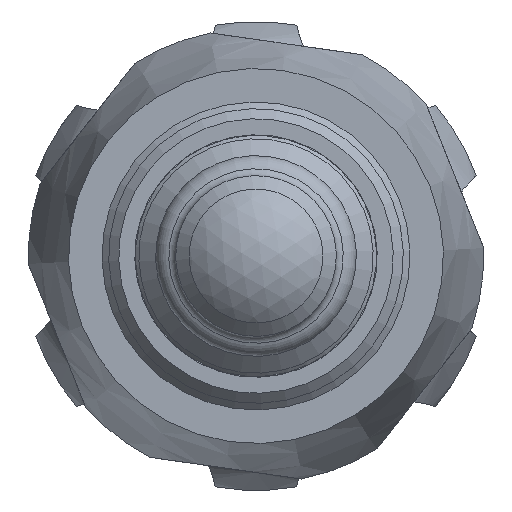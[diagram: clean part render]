
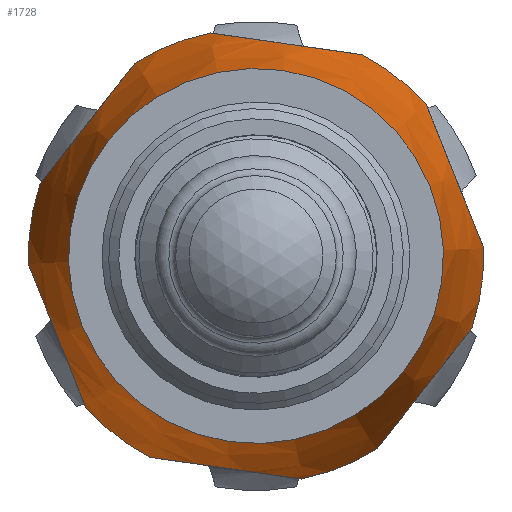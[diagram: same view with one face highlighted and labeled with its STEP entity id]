
A CAD part, front view. The second image highlights one B-rep face of the part: STEP entity #1728.
In plain terms, the highlighted conical face has half-angle 14.036 degrees and reference radius 15.5 mm.
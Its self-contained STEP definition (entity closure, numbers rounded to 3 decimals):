
#13=(
BOUNDED_CURVE()
B_SPLINE_CURVE(2,(#4627,#4628,#4629),.UNSPECIFIED.,.F.,.F.)
B_SPLINE_CURVE_WITH_KNOTS((3,3),(0.,1.4),.UNSPECIFIED.)
CURVE()
GEOMETRIC_REPRESENTATION_ITEM()
RATIONAL_B_SPLINE_CURVE((1.,1.063,1.))
REPRESENTATION_ITEM('')
);
#14=(
BOUNDED_CURVE()
B_SPLINE_CURVE(2,(#4630,#4631,#4632),.UNSPECIFIED.,.F.,.F.)
B_SPLINE_CURVE_WITH_KNOTS((3,3),(0.,1.4),.UNSPECIFIED.)
CURVE()
GEOMETRIC_REPRESENTATION_ITEM()
RATIONAL_B_SPLINE_CURVE((1.,1.063,1.))
REPRESENTATION_ITEM('')
);
#15=(
BOUNDED_CURVE()
B_SPLINE_CURVE(2,(#4633,#4634,#4635),.UNSPECIFIED.,.F.,.F.)
B_SPLINE_CURVE_WITH_KNOTS((3,3),(0.,1.4),.UNSPECIFIED.)
CURVE()
GEOMETRIC_REPRESENTATION_ITEM()
RATIONAL_B_SPLINE_CURVE((1.,1.063,1.))
REPRESENTATION_ITEM('')
);
#16=(
BOUNDED_CURVE()
B_SPLINE_CURVE(2,(#4636,#4637,#4638),.UNSPECIFIED.,.F.,.F.)
B_SPLINE_CURVE_WITH_KNOTS((3,3),(0.,1.4),.UNSPECIFIED.)
CURVE()
GEOMETRIC_REPRESENTATION_ITEM()
RATIONAL_B_SPLINE_CURVE((1.,1.063,1.))
REPRESENTATION_ITEM('')
);
#17=(
BOUNDED_CURVE()
B_SPLINE_CURVE(2,(#4639,#4640,#4641),.UNSPECIFIED.,.F.,.F.)
B_SPLINE_CURVE_WITH_KNOTS((3,3),(0.,1.4),.UNSPECIFIED.)
CURVE()
GEOMETRIC_REPRESENTATION_ITEM()
RATIONAL_B_SPLINE_CURVE((1.,1.063,1.))
REPRESENTATION_ITEM('')
);
#18=(
BOUNDED_CURVE()
B_SPLINE_CURVE(2,(#4642,#4643,#4644),.UNSPECIFIED.,.F.,.F.)
B_SPLINE_CURVE_WITH_KNOTS((3,3),(0.,1.4),.UNSPECIFIED.)
CURVE()
GEOMETRIC_REPRESENTATION_ITEM()
RATIONAL_B_SPLINE_CURVE((1.,1.063,1.))
REPRESENTATION_ITEM('')
);
#137=CONICAL_SURFACE('',#1974,15.5,14.036);
#288=FACE_BOUND('',#592,.T.);
#402=FACE_OUTER_BOUND('',#591,.T.);
#591=EDGE_LOOP('',(#1413));
#592=EDGE_LOOP('',(#1414,#1415,#1416,#1417,#1418,#1419,#1420,#1421,#1422,
#1423,#1424,#1425));
#716=CIRCLE('',#1934,14.);
#727=CIRCLE('',#1955,17.);
#735=CIRCLE('',#1965,17.);
#736=CIRCLE('',#1967,17.);
#737=CIRCLE('',#1969,17.);
#738=CIRCLE('',#1971,17.);
#739=CIRCLE('',#1973,17.);
#854=VERTEX_POINT('',#4406);
#866=VERTEX_POINT('',#4439);
#867=VERTEX_POINT('',#4441);
#880=VERTEX_POINT('',#4597);
#881=VERTEX_POINT('',#4599);
#882=VERTEX_POINT('',#4603);
#883=VERTEX_POINT('',#4605);
#884=VERTEX_POINT('',#4609);
#885=VERTEX_POINT('',#4611);
#886=VERTEX_POINT('',#4615);
#887=VERTEX_POINT('',#4617);
#888=VERTEX_POINT('',#4621);
#889=VERTEX_POINT('',#4623);
#1035=EDGE_CURVE('',#854,#854,#716,.T.);
#1047=EDGE_CURVE('',#866,#867,#727,.T.);
#1063=EDGE_CURVE('',#880,#881,#735,.T.);
#1066=EDGE_CURVE('',#882,#883,#736,.T.);
#1069=EDGE_CURVE('',#884,#885,#737,.T.);
#1072=EDGE_CURVE('',#886,#887,#738,.T.);
#1076=EDGE_CURVE('',#889,#888,#739,.T.);
#1077=EDGE_CURVE('',#866,#888,#13,.T.);
#1078=EDGE_CURVE('',#889,#887,#14,.T.);
#1079=EDGE_CURVE('',#886,#885,#15,.T.);
#1080=EDGE_CURVE('',#884,#883,#16,.T.);
#1081=EDGE_CURVE('',#882,#881,#17,.T.);
#1082=EDGE_CURVE('',#880,#867,#18,.T.);
#1413=ORIENTED_EDGE('',*,*,#1035,.T.);
#1414=ORIENTED_EDGE('',*,*,#1077,.T.);
#1415=ORIENTED_EDGE('',*,*,#1076,.F.);
#1416=ORIENTED_EDGE('',*,*,#1078,.T.);
#1417=ORIENTED_EDGE('',*,*,#1072,.F.);
#1418=ORIENTED_EDGE('',*,*,#1079,.T.);
#1419=ORIENTED_EDGE('',*,*,#1069,.F.);
#1420=ORIENTED_EDGE('',*,*,#1080,.T.);
#1421=ORIENTED_EDGE('',*,*,#1066,.F.);
#1422=ORIENTED_EDGE('',*,*,#1081,.T.);
#1423=ORIENTED_EDGE('',*,*,#1063,.F.);
#1424=ORIENTED_EDGE('',*,*,#1082,.T.);
#1425=ORIENTED_EDGE('',*,*,#1047,.F.);
#1728=ADVANCED_FACE('',(#402,#288),#137,.T.);
#1934=AXIS2_PLACEMENT_3D('',#4407,#2362,#2363);
#1955=AXIS2_PLACEMENT_3D('',#4442,#2405,#2406);
#1965=AXIS2_PLACEMENT_3D('',#4600,#2427,#2428);
#1967=AXIS2_PLACEMENT_3D('',#4606,#2433,#2434);
#1969=AXIS2_PLACEMENT_3D('',#4612,#2439,#2440);
#1971=AXIS2_PLACEMENT_3D('',#4618,#2445,#2446);
#1973=AXIS2_PLACEMENT_3D('',#4625,#2452,#2453);
#1974=AXIS2_PLACEMENT_3D('',#4626,#2454,#2455);
#2362=DIRECTION('center_axis',(0.,1.,0.));
#2363=DIRECTION('ref_axis',(-0.786,0.,0.618));
#2405=DIRECTION('center_axis',(0.,1.,0.));
#2406=DIRECTION('ref_axis',(-0.786,0.,0.618));
#2427=DIRECTION('center_axis',(0.,1.,0.));
#2428=DIRECTION('ref_axis',(-0.786,0.,0.618));
#2433=DIRECTION('center_axis',(0.,1.,0.));
#2434=DIRECTION('ref_axis',(-0.786,0.,0.618));
#2439=DIRECTION('center_axis',(0.,1.,0.));
#2440=DIRECTION('ref_axis',(-0.786,0.,0.618));
#2445=DIRECTION('center_axis',(0.,1.,0.));
#2446=DIRECTION('ref_axis',(-0.786,0.,0.618));
#2452=DIRECTION('center_axis',(0.,1.,0.));
#2453=DIRECTION('ref_axis',(-0.786,0.,0.618));
#2454=DIRECTION('center_axis',(0.,1.,0.));
#2455=DIRECTION('ref_axis',(-0.786,0.,0.618));
#4406=CARTESIAN_POINT('',(-11.008,-24.,8.65));
#4407=CARTESIAN_POINT('Origin',(0.,-24.,
0.));
#4439=CARTESIAN_POINT('',(7.957,-12.,15.023));
#4441=CARTESIAN_POINT('',(12.714,-12.,11.285));
#4442=CARTESIAN_POINT('Origin',(0.,-12.,
0.));
#4597=CARTESIAN_POINT('',(16.989,-12.,0.621));
#4599=CARTESIAN_POINT('',(16.13,-12.,-5.368));
#4600=CARTESIAN_POINT('Origin',(0.,-12.,
0.));
#4603=CARTESIAN_POINT('',(9.032,-12.,-14.402));
#4605=CARTESIAN_POINT('',(3.416,-12.,-16.653));
#4606=CARTESIAN_POINT('Origin',(0.,-12.,
0.));
#4609=CARTESIAN_POINT('',(-7.957,-12.,-15.023));
#4611=CARTESIAN_POINT('',(-12.714,-12.,-11.285));
#4612=CARTESIAN_POINT('Origin',(0.,-12.,
0.));
#4615=CARTESIAN_POINT('',(-16.989,-12.,-0.621));
#4617=CARTESIAN_POINT('',(-16.13,-12.,5.368));
#4618=CARTESIAN_POINT('Origin',(0.,-12.,
0.));
#4621=CARTESIAN_POINT('',(-3.416,-12.,16.653));
#4623=CARTESIAN_POINT('',(-9.032,-12.,14.402));
#4625=CARTESIAN_POINT('Origin',(0.,-12.,
0.));
#4626=CARTESIAN_POINT('Origin',(0.,-18.,
0.));
#4627=CARTESIAN_POINT('Ctrl Pts',(7.957,-12.,15.023));
#4628=CARTESIAN_POINT('Ctrl Pts',(2.27,-19.765,15.838));
#4629=CARTESIAN_POINT('Ctrl Pts',(-3.416,-12.,16.653));
#4630=CARTESIAN_POINT('Ctrl Pts',(-9.032,-12.,14.402));
#4631=CARTESIAN_POINT('Ctrl Pts',(-12.581,-19.765,9.885));
#4632=CARTESIAN_POINT('Ctrl Pts',(-16.13,-12.,5.368));
#4633=CARTESIAN_POINT('Ctrl Pts',(-16.989,-12.,-0.621));
#4634=CARTESIAN_POINT('Ctrl Pts',(-14.851,-19.765,-5.953));
#4635=CARTESIAN_POINT('Ctrl Pts',(-12.714,-12.,-11.285));
#4636=CARTESIAN_POINT('Ctrl Pts',(-7.957,-12.,-15.023));
#4637=CARTESIAN_POINT('Ctrl Pts',(-2.27,-19.765,-15.838));
#4638=CARTESIAN_POINT('Ctrl Pts',(3.416,-12.,-16.653));
#4639=CARTESIAN_POINT('Ctrl Pts',(9.032,-12.,-14.402));
#4640=CARTESIAN_POINT('Ctrl Pts',(12.581,-19.765,-9.885));
#4641=CARTESIAN_POINT('Ctrl Pts',(16.13,-12.,-5.368));
#4642=CARTESIAN_POINT('Ctrl Pts',(16.989,-12.,0.621));
#4643=CARTESIAN_POINT('Ctrl Pts',(14.851,-19.765,5.953));
#4644=CARTESIAN_POINT('Ctrl Pts',(12.714,-12.,11.285));
